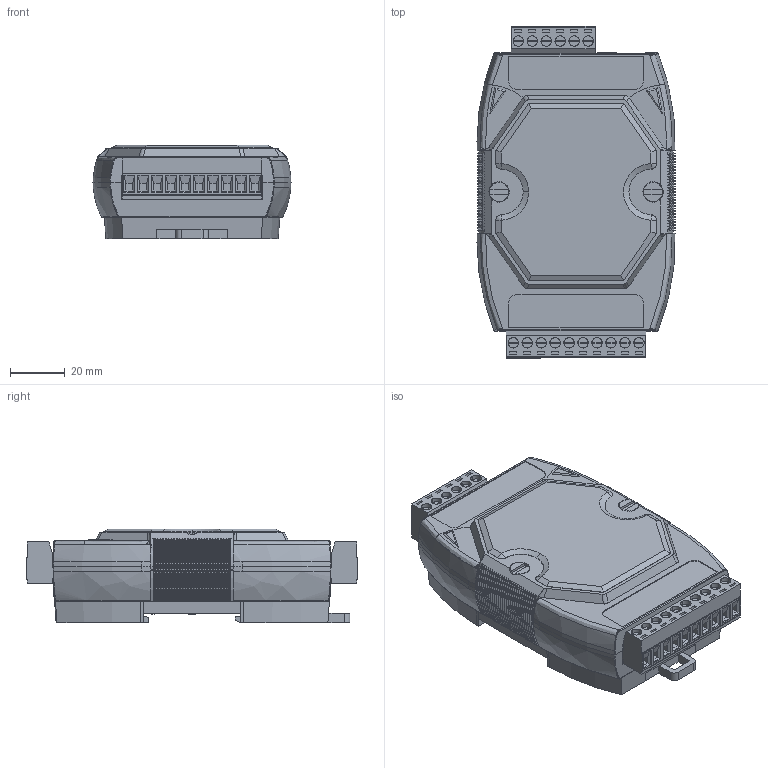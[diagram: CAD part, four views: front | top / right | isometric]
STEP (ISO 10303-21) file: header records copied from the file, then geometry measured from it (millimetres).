
FILE_DESCRIPTION (( 'STEP AP203' ), '1' );
FILE_NAME ('I-7514U.STEP', '2018-06-21T02:47:47', ( 'user' ), ( '' ), 'SwSTEP 2.0', 'SolidWorks 2013', '' );
FILE_SCHEMA (( 'CONFIG_CONTROL_DESIGN' ));
Length unit declared in the file: millimetre
Products named in the file (17): 2DSD009_RV3-16RB-B; 遮光板; I-7514U; ME010-50810; RSW_2PDSW_6P_10P_01; MC100-50810; RSW_2PDSW_6P_10P_02; MC100-50810_90D; 7000軌道固定片; ME010-50806; 7000左翅膀; MC100-50806; 7000右翅膀; MC100-50806_ME010; 7000-PCGai.sldasm-Part-1; 2DSD2P-90-1_KPS02H; 7K_PCB
Assembly tree (17 placements, depth 3):
  I-7514U
    RSW_2PDSW_6P_10P_01
    RSW_2PDSW_6P_10P_02
    7000軌道固定片
    7000左翅膀
    7000右翅膀
    7000-PCGai.sldasm-Part-1  x2
    7K_PCB
    遮光板
    MC100-50810_90D
      ME010-50810
      MC100-50810
    MC100-50806_ME010
      ME010-50806
      MC100-50806
    2DSD2P-90-1_KPS02H
    2DSD009_RV3-16RB-B
Bounding box: 72.04 x 120.78 x 34.2 mm (x, y, z)
Volume: 71970.7 mm3; surface area: 86146.3 mm2
Topology: 15 solids, 15 shells, 3543 faces, 9521 edges, 6172 vertices
Faces by surface type: plane 2062, cylinder 531, bspline 350, cone 308, torus 270, sphere 22
Entity records: 122652 total; most frequent: CARTESIAN_POINT 39534, ORIENTED_EDGE 18488, DIRECTION 14902, EDGE_CURVE 9244, VERTEX_POINT 5990, AXIS2_PLACEMENT_3D 5097, LINE 4708, VECTOR 4708
